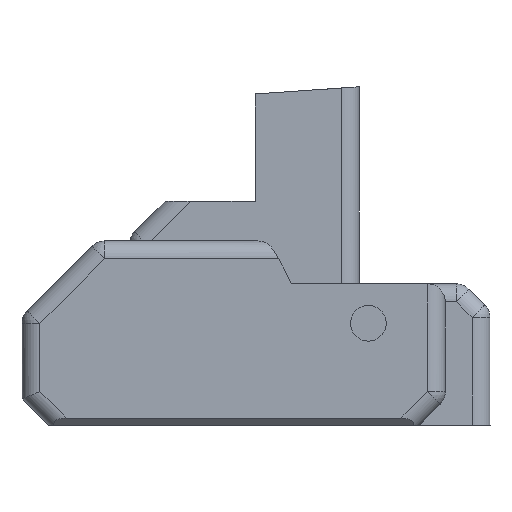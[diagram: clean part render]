
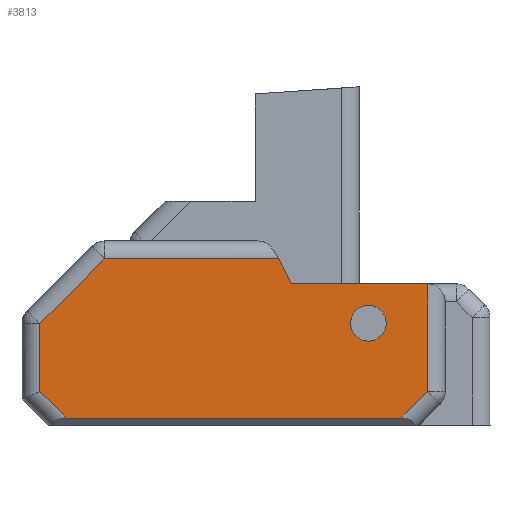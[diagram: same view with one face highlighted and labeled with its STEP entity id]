
A CAD part, front view. The second image highlights one B-rep face of the part: STEP entity #3813.
In plain terms, the highlighted planar face has unit normal (0, -1, 0).
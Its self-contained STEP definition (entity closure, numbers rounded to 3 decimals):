
#86=FACE_BOUND('',#1410,.T.);
#174=PLANE('',#4258);
#442=LINE('',#6256,#750);
#444=LINE('',#6267,#752);
#451=LINE('',#6302,#759);
#454=LINE('',#6308,#762);
#469=LINE('',#6561,#777);
#472=LINE('',#6569,#780);
#523=LINE('',#6926,#831);
#528=LINE('',#7190,#836);
#750=VECTOR('',#5072,10.);
#752=VECTOR('',#5088,10.);
#759=VECTOR('',#5121,10.);
#762=VECTOR('',#5126,10.);
#777=VECTOR('',#5199,10.);
#780=VECTOR('',#5206,10.);
#831=VECTOR('',#5407,10.);
#836=VECTOR('',#5422,10.);
#1159=FACE_OUTER_BOUND('',#1409,.T.);
#1409=EDGE_LOOP('',(#3540,#3541,#3542,#3543,#3544,#3545,#3546,#3547,#3548));
#1410=EDGE_LOOP('',(#3549));
#1548=CIRCLE('',#4156,13.658);
#1578=CIRCLE('',#4247,1.);
#1803=VERTEX_POINT('',#6253);
#1804=VERTEX_POINT('',#6255);
#1806=VERTEX_POINT('',#6260);
#1808=VERTEX_POINT('',#6270);
#1817=VERTEX_POINT('',#6307);
#1833=VERTEX_POINT('',#6524);
#1835=VERTEX_POINT('',#6530);
#1843=VERTEX_POINT('',#6557);
#1846=VERTEX_POINT('',#6568);
#1901=VERTEX_POINT('',#6916);
#2274=EDGE_CURVE('',#1803,#1804,#442,.T.);
#2280=EDGE_CURVE('',#1804,#1806,#444,.T.);
#2295=EDGE_CURVE('',#1806,#1808,#451,.T.);
#2298=EDGE_CURVE('',#1808,#1817,#454,.T.);
#2320=EDGE_CURVE('',#1833,#1817,#1548,.T.);
#2338=EDGE_CURVE('',#1843,#1835,#469,.T.);
#2342=EDGE_CURVE('',#1835,#1846,#472,.T.);
#2436=EDGE_CURVE('',#1901,#1901,#1578,.T.);
#2441=EDGE_CURVE('',#1846,#1803,#523,.T.);
#2453=EDGE_CURVE('',#1843,#1833,#528,.T.);
#3540=ORIENTED_EDGE('',*,*,#2274,.F.);
#3541=ORIENTED_EDGE('',*,*,#2441,.F.);
#3542=ORIENTED_EDGE('',*,*,#2342,.F.);
#3543=ORIENTED_EDGE('',*,*,#2338,.F.);
#3544=ORIENTED_EDGE('',*,*,#2453,.T.);
#3545=ORIENTED_EDGE('',*,*,#2320,.T.);
#3546=ORIENTED_EDGE('',*,*,#2298,.F.);
#3547=ORIENTED_EDGE('',*,*,#2295,.F.);
#3548=ORIENTED_EDGE('',*,*,#2280,.F.);
#3549=ORIENTED_EDGE('',*,*,#2436,.T.);
#3813=ADVANCED_FACE('',(#1159,#86),#174,.F.);
#4156=AXIS2_PLACEMENT_3D('',#6525,#5154,#5155);
#4247=AXIS2_PLACEMENT_3D('',#6917,#5394,#5395);
#4258=AXIS2_PLACEMENT_3D('',#7192,#5425,#5426);
#5072=DIRECTION('',(-0.707,0.,0.707));
#5088=DIRECTION('',(0.,0.,1.));
#5121=DIRECTION('',(0.707,0.,0.707));
#5126=DIRECTION('',(1.,0.,0.));
#5154=DIRECTION('center_axis',(0.,-1.,0.));
#5155=DIRECTION('ref_axis',(0.821,0.,0.571));
#5199=DIRECTION('',(0.,0.,-1.));
#5206=DIRECTION('',(-0.707,0.,-0.707));
#5394=DIRECTION('center_axis',(0.,1.,0.));
#5395=DIRECTION('ref_axis',(-1.,0.,0.));
#5407=DIRECTION('',(-1.,0.,0.));
#5422=DIRECTION('',(-1.,0.,0.));
#5425=DIRECTION('center_axis',(0.,1.,0.));
#5426=DIRECTION('ref_axis',(-1.,0.,0.));
#6253=CARTESIAN_POINT('',(-13.521,-21.8,0.4));
#6255=CARTESIAN_POINT('',(-15.,-21.8,1.879));
#6256=CARTESIAN_POINT('',(-15.843,-21.8,2.722));
#6260=CARTESIAN_POINT('',(-15.,-21.8,5.686));
#6267=CARTESIAN_POINT('',(-15.,-21.8,5.95));
#6270=CARTESIAN_POINT('',(-11.386,-21.8,9.3));
#6302=CARTESIAN_POINT('',(-12.734,-21.8,7.951));
#6307=CARTESIAN_POINT('',(-1.656,-21.8,9.3));
#6308=CARTESIAN_POINT('',(-8.077,-21.8,9.3));
#6524=CARTESIAN_POINT('',(-0.955,-21.8,7.9));
#6525=CARTESIAN_POINT('Origin',(-13.5,-21.8,2.5));
#6530=CARTESIAN_POINT('',(6.662,-21.8,1.879));
#6557=CARTESIAN_POINT('',(6.662,-21.8,7.9));
#6561=CARTESIAN_POINT('',(6.662,-21.8,3.632));
#6568=CARTESIAN_POINT('',(5.183,-21.8,0.4));
#6569=CARTESIAN_POINT('',(1.924,-21.8,-2.859));
#6916=CARTESIAN_POINT('',(4.362,-21.8,5.7));
#6917=CARTESIAN_POINT('Origin',(3.362,-21.8,5.7));
#6926=CARTESIAN_POINT('',(-14.201,-21.8,0.4));
#7190=CARTESIAN_POINT('',(7.662,-21.8,7.9));
#7192=CARTESIAN_POINT('Origin',(-13.866,-21.8,5.8));
